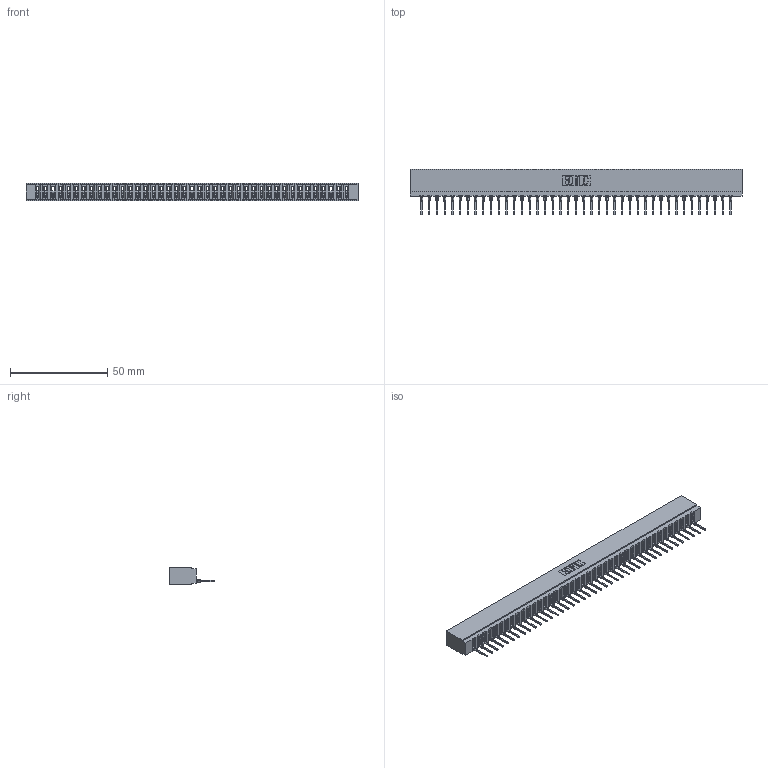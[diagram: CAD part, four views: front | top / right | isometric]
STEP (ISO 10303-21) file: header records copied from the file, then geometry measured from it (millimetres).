
FILE_DESCRIPTION (( 'STEP AP203' ), '1' );
FILE_NAME ('717-041-522-101.STEP', '2026-02-20T22:14:18', ( '' ), ( '' ), 'SwSTEP 2.0', 'SolidWorks 2023', '' );
FILE_SCHEMA (( 'CONFIG_CONTROL_DESIGN' ));
Products named in the file (3): 717-041-522-101; 717 Part_Insulator Option - 06; 745-292-001_522
Assembly tree (42 placements, depth 2):
  717-041-522-101
    717 Part_Insulator Option - 06
    745-292-001_522  x41
Bounding box: 170.33 x 23.48 x 8.89 mm (x, y, z)
Volume: 14404.9 mm3; surface area: 20315.9 mm2
Topology: 42 solids, 42 shells, 4727 faces, 13002 edges, 8202 vertices
Faces by surface type: plane 2842, bspline 820, cylinder 819, torus 246
Entity records: 69133 total; most frequent: CARTESIAN_POINT 12690, ORIENTED_EDGE 12164, DIRECTION 10538, EDGE_CURVE 6082, VECTOR 5654, LINE 5654, VERTEX_POINT 3882, AXIS2_PLACEMENT_3D 2442
